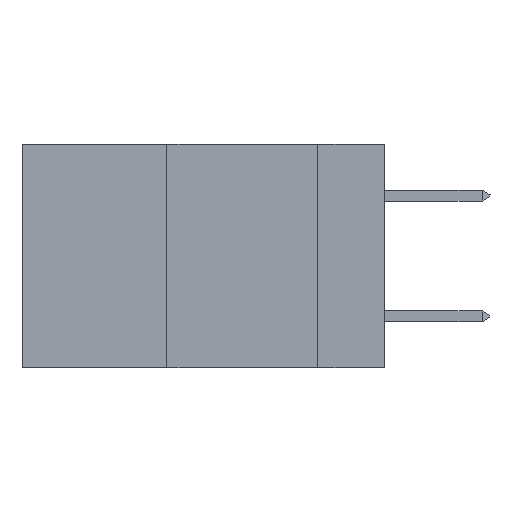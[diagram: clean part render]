
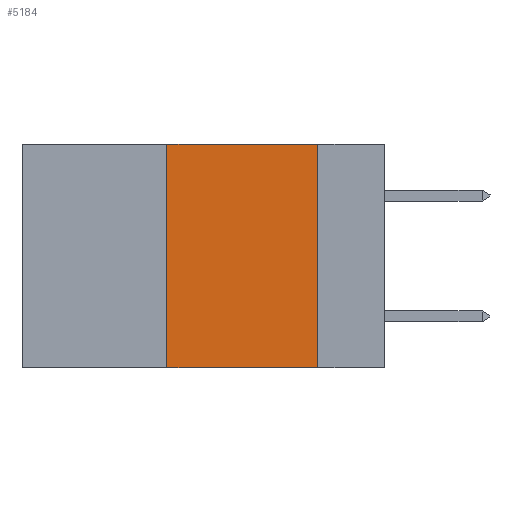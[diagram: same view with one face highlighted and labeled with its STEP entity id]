
A CAD part, left-side view. The second image highlights one B-rep face of the part: STEP entity #5184.
In plain terms, the highlighted planar face has unit normal (-1, 0, 0).
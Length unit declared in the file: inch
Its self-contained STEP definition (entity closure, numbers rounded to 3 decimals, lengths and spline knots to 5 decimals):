
#1376 = VERTEX_POINT ( 'NONE', #20712 ) ;
#1415 = DIRECTION ( 'NONE',  ( 0., 0., 1. ) ) ;
#2793 = EDGE_LOOP ( 'NONE', ( #33899, #16515, #32601, #8799 ) ) ;
#3940 = EDGE_CURVE ( 'NONE', #1376, #30466, #19626, .T. ) ;
#4690 = VECTOR ( 'NONE', #16207, 39.37008 ) ;
#5184 = ADVANCED_FACE ( 'NONE', ( #13687 ), #24939, .F. ) ;
#5836 = VERTEX_POINT ( 'NONE', #8482 ) ;
#6136 = CARTESIAN_POINT ( 'NONE',  ( 0., 0.36, 0. ) ) ;
#6688 = CARTESIAN_POINT ( 'NONE',  ( 0., 0.6, 0. ) ) ;
#8482 = CARTESIAN_POINT ( 'NONE',  ( 0., 0.36, -0.37 ) ) ;
#8799 = ORIENTED_EDGE ( 'NONE', *, *, #30695, .T. ) ;
#9282 = VECTOR ( 'NONE', #25891, 39.37008 ) ;
#9289 = DIRECTION ( 'NONE',  ( 0., -1., 0. ) ) ;
#10978 = DIRECTION ( 'NONE',  ( 1., 0., 0. ) ) ;
#11383 = LINE ( 'NONE', #6136, #12286 ) ;
#12286 = VECTOR ( 'NONE', #1415, 39.37008 ) ;
#13687 = FACE_OUTER_BOUND ( 'NONE', #2793, .T. ) ;
#14789 = CARTESIAN_POINT ( 'NONE',  ( 0., 0.11, 0. ) ) ;
#15470 = AXIS2_PLACEMENT_3D ( 'NONE', #16204, #10978, #24667 ) ;
#16204 = CARTESIAN_POINT ( 'NONE',  ( 0., 0.6, 0. ) ) ;
#16207 = DIRECTION ( 'NONE',  ( 0., 0., -1. ) ) ;
#16313 = LINE ( 'NONE', #32840, #4690 ) ;
#16515 = ORIENTED_EDGE ( 'NONE', *, *, #3940, .F. ) ;
#19626 = LINE ( 'NONE', #6688, #9282 ) ;
#20712 = CARTESIAN_POINT ( 'NONE',  ( 0., 0.36, 0. ) ) ;
#21724 = VERTEX_POINT ( 'NONE', #32742 ) ;
#22043 = EDGE_CURVE ( 'NONE', #5836, #1376, #11383, .T. ) ;
#22972 = VECTOR ( 'NONE', #9289, 39.37008 ) ;
#24667 = DIRECTION ( 'NONE',  ( 0., 0., -1. ) ) ;
#24939 = PLANE ( 'NONE',  #15470 ) ;
#25891 = DIRECTION ( 'NONE',  ( 0., -1., 0. ) ) ;
#29214 = LINE ( 'NONE', #32516, #22972 ) ;
#30168 = EDGE_CURVE ( 'NONE', #30466, #21724, #16313, .T. ) ;
#30466 = VERTEX_POINT ( 'NONE', #14789 ) ;
#30695 = EDGE_CURVE ( 'NONE', #5836, #21724, #29214, .T. ) ;
#32516 = CARTESIAN_POINT ( 'NONE',  ( 0., 0.6, -0.37 ) ) ;
#32601 = ORIENTED_EDGE ( 'NONE', *, *, #22043, .F. ) ;
#32742 = CARTESIAN_POINT ( 'NONE',  ( 0., 0.11, -0.37 ) ) ;
#32840 = CARTESIAN_POINT ( 'NONE',  ( 0., 0.11, 0. ) ) ;
#33899 = ORIENTED_EDGE ( 'NONE', *, *, #30168, .F. ) ;
